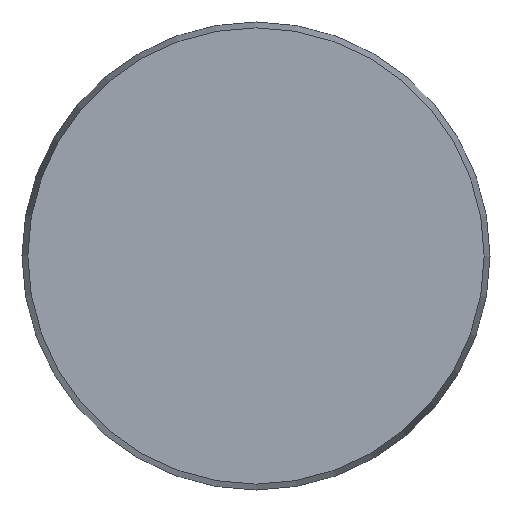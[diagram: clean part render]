
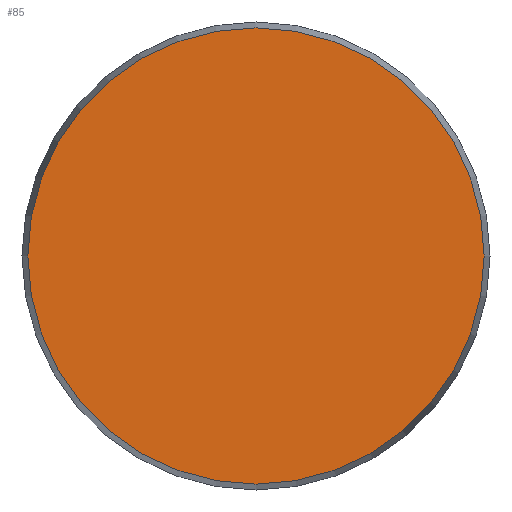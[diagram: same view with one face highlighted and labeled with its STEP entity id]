
A CAD part, front view. The second image highlights one B-rep face of the part: STEP entity #85.
In plain terms, the highlighted planar face has unit normal (0, -1, 0).
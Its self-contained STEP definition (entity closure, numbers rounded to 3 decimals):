
#85 = ADVANCED_FACE( '', ( #194 ), #195, .F. );
#194 = FACE_OUTER_BOUND( '', #325, .T. );
#195 = PLANE( '', #326 );
#325 = EDGE_LOOP( '', ( #565 ) );
#326 = AXIS2_PLACEMENT_3D( '', #566, #567, #568 );
#565 = ORIENTED_EDGE( '', *, *, #755, .T. );
#566 = CARTESIAN_POINT( '', ( 58.5, 0., 0. ) );
#567 = DIRECTION( '', ( 0., 1., 0. ) );
#568 = DIRECTION( '', ( 0., 0., 1. ) );
#755 = EDGE_CURVE( '', #861, #861, #862, .T. );
#861 = VERTEX_POINT( '', #1008 );
#862 = CIRCLE( '', #1009, 58.5 );
#1008 = CARTESIAN_POINT( '', ( 0., 0., -58.5 ) );
#1009 = AXIS2_PLACEMENT_3D( '', #1313, #1314, #1315 );
#1313 = CARTESIAN_POINT( '', ( 0., 0., 0. ) );
#1314 = DIRECTION( '', ( 0., -1., 0. ) );
#1315 = DIRECTION( '', ( 0., 0., -1. ) );
